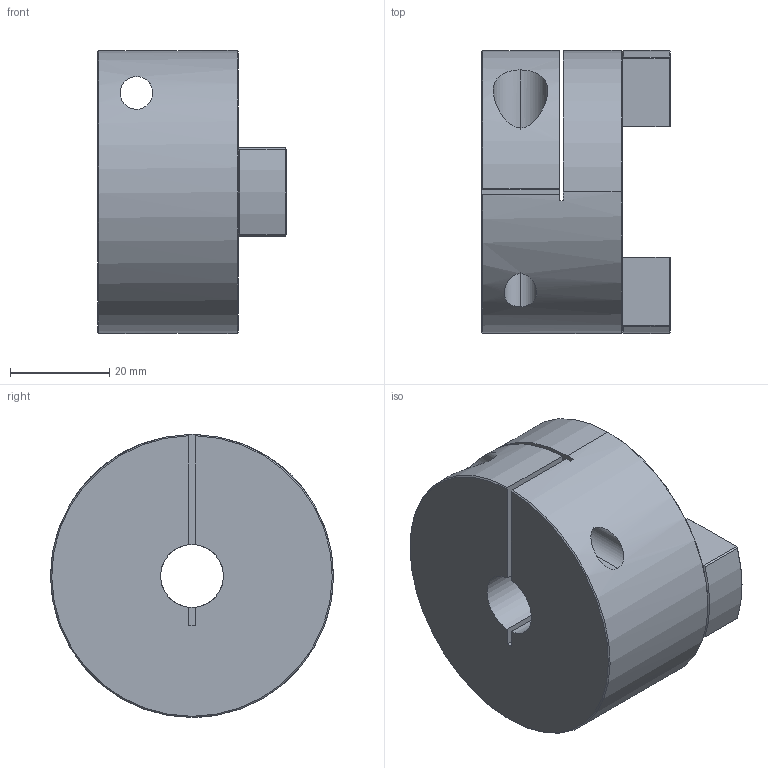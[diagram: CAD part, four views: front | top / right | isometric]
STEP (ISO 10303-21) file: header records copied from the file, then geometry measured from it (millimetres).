
FILE_DESCRIPTION (( 'STEP AP214' ), '1' );
FILE_NAME ('DC-DAC57-12.STEP', '2015-12-01T23:17:31', ( '' ), ( '' ), 'SwSTEP 2.0', 'SolidWorks 2015', '' );
FILE_SCHEMA (( 'AUTOMOTIVE_DESIGN' ));
Length unit declared in the file: millimetre
Products named in the file (1): DC-DAC57-12
Bounding box: 38.16 x 57.15 x 57.15 mm (x, y, z)
Volume: 69904.9 mm3; surface area: 16395.2 mm2
Topology: 1 solids, 1 shells, 53 faces, 146 edges, 95 vertices
Faces by surface type: plane 29, cylinder 16, cone 8
Entity records: 1892 total; most frequent: CARTESIAN_POINT 503, ORIENTED_EDGE 292, DIRECTION 278, EDGE_CURVE 146, AXIS2_PLACEMENT_3D 104, VERTEX_POINT 95, VECTOR 70, LINE 70
